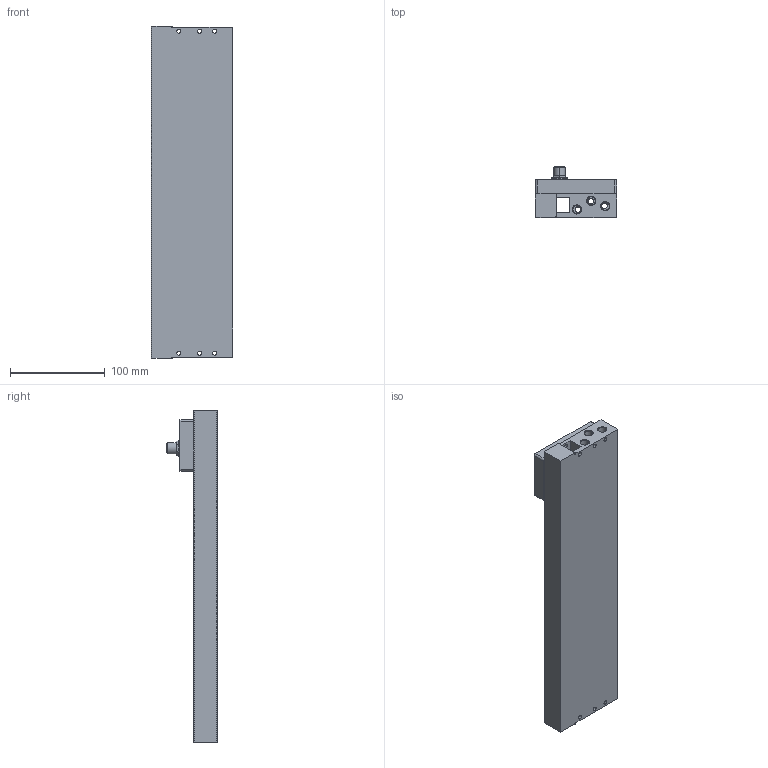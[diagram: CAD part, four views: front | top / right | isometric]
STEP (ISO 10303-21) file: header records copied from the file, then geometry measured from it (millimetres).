
FILE_DESCRIPTION (( 'STEP AP203' ), '1' );
FILE_NAME ('ES1VM-24F-M7LK32.STEP', '2022-08-23T12:03:34', ( '' ), ( '' ), 'SwSTEP 2.0', 'SolidWorks 2022', '' );
FILE_SCHEMA (( 'CONFIG_CONTROL_DESIGN' ));
Length unit declared in the file: millimetre
Products named in the file (1): ES1VM-24F-M7LK32
Bounding box: 86 x 53.6 x 351 mm (x, y, z)
Volume: 677840.6 mm3; surface area: 151426.6 mm2
Topology: 1 solids, 1 shells, 707 faces, 1744 edges, 1122 vertices
Faces by surface type: cylinder 320, cone 208, plane 167, bspline 12
Entity records: 23350 total; most frequent: CARTESIAN_POINT 5817, DIRECTION 3923, ORIENTED_EDGE 3488, EDGE_CURVE 1744, AXIS2_PLACEMENT_3D 1630, VERTEX_POINT 1122, CIRCLE 934, EDGE_LOOP 874
